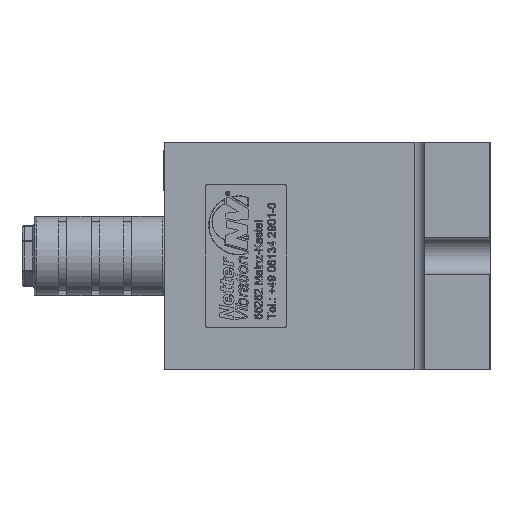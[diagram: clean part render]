
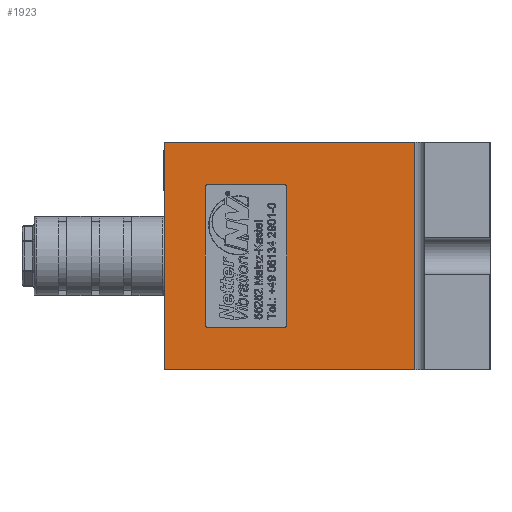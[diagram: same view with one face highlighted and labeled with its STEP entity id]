
A CAD part, left-side view. The second image highlights one B-rep face of the part: STEP entity #1923.
In plain terms, the highlighted planar face has unit normal (-1, 0, 0).
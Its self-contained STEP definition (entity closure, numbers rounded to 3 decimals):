
#794 = DIRECTION ( 'NONE',  ( 0., 0., 1. ) ) ;
#987 = VERTEX_POINT ( 'NONE', #15787 ) ;
#1923 = ADVANCED_FACE ( 'NONE', ( #18484 ), #20039, .F. ) ;
#2964 = CARTESIAN_POINT ( 'NONE',  ( -40., -21.5, -28. ) ) ;
#3088 = VECTOR ( 'NONE', #18951, 1000. ) ;
#4726 = EDGE_CURVE ( 'NONE', #14280, #21558, #9214, .T. ) ;
#4925 = DIRECTION ( 'NONE',  ( 0., 0., -1. ) ) ;
#5746 = EDGE_LOOP ( 'NONE', ( #16106, #10530, #19439, #12387 ) ) ;
#6698 = CARTESIAN_POINT ( 'NONE',  ( -40., 40., -28. ) ) ;
#6768 = DIRECTION ( 'NONE',  ( 1., 0., 0. ) ) ;
#7286 = CARTESIAN_POINT ( 'NONE',  ( -40., -21.5, 28. ) ) ;
#8163 = LINE ( 'NONE', #11792, #17609 ) ;
#9214 = LINE ( 'NONE', #11328, #16554 ) ;
#10530 = ORIENTED_EDGE ( 'NONE', *, *, #19368, .T. ) ;
#10874 = VECTOR ( 'NONE', #794, 1000. ) ;
#10879 = VERTEX_POINT ( 'NONE', #14757 ) ;
#11328 = CARTESIAN_POINT ( 'NONE',  ( -40., 40., -28. ) ) ;
#11792 = CARTESIAN_POINT ( 'NONE',  ( -40., 40., 28. ) ) ;
#12174 = AXIS2_PLACEMENT_3D ( 'NONE', #6698, #6768, #4925 ) ;
#12387 = ORIENTED_EDGE ( 'NONE', *, *, #20973, .F. ) ;
#12505 = LINE ( 'NONE', #7286, #3088 ) ;
#12935 = DIRECTION ( 'NONE',  ( 0., 1., 0. ) ) ;
#12976 = LINE ( 'NONE', #19002, #10874 ) ;
#13179 = EDGE_CURVE ( 'NONE', #10879, #987, #8163, .T. ) ;
#13332 = DIRECTION ( 'NONE',  ( 0., 1., 0. ) ) ;
#14280 = VERTEX_POINT ( 'NONE', #2964 ) ;
#14757 = CARTESIAN_POINT ( 'NONE',  ( -40., -21.5, 28. ) ) ;
#15787 = CARTESIAN_POINT ( 'NONE',  ( -40., 40., 28. ) ) ;
#16106 = ORIENTED_EDGE ( 'NONE', *, *, #4726, .F. ) ;
#16554 = VECTOR ( 'NONE', #12935, 1000. ) ;
#17609 = VECTOR ( 'NONE', #13332, 1000. ) ;
#18381 = CARTESIAN_POINT ( 'NONE',  ( -40., 40., -28. ) ) ;
#18484 = FACE_OUTER_BOUND ( 'NONE', #5746, .T. ) ;
#18951 = DIRECTION ( 'NONE',  ( 0., 0., 1. ) ) ;
#19002 = CARTESIAN_POINT ( 'NONE',  ( -40., 40., -28. ) ) ;
#19368 = EDGE_CURVE ( 'NONE', #14280, #10879, #12505, .T. ) ;
#19439 = ORIENTED_EDGE ( 'NONE', *, *, #13179, .T. ) ;
#20039 = PLANE ( 'NONE',  #12174 ) ;
#20973 = EDGE_CURVE ( 'NONE', #21558, #987, #12976, .T. ) ;
#21558 = VERTEX_POINT ( 'NONE', #18381 ) ;
